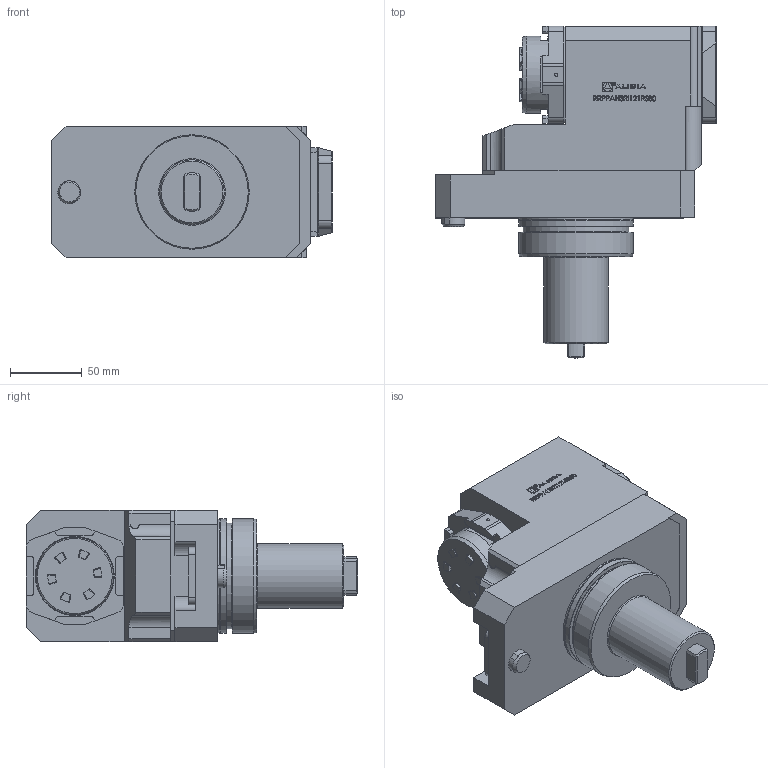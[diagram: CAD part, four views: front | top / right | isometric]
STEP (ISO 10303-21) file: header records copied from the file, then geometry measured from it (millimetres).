
FILE_DESCRIPTION (( 'STEP AP214' ), '1' );
FILE_NAME ('RRPPAH32I121RS80.STEP', '2025-12-02T10:43:06', ( '' ), ( '' ), 'SwSTEP 2.0', 'SolidWorks 2023', '' );
FILE_SCHEMA (( 'AUTOMOTIVE_DESIGN' ));
Length unit declared in the file: millimetre
Products named in the file (1): RRPPAH32I121RS80
Bounding box: 196 x 231.8 x 92 mm (x, y, z)
Volume: 1876638.1 mm3; surface area: 118597.9 mm2
Topology: 1 solids, 1 shells, 609 faces, 1578 edges, 1036 vertices
Faces by surface type: plane 375, bspline 123, cylinder 81, cone 26, torus 4
Full cylindrical faces by diameter (mm): 1.7 x1, 2.1 x1, 6.366 x1, 45 x1, 54 x1, 73.6 x1, 79.6 x1, 80 x2
Entity records: 28002 total; most frequent: CARTESIAN_POINT 10336, ORIENTED_EDGE 3102, DIRECTION 2474, EDGE_CURVE 1551, VECTOR 1052, LINE 1052, VERTEX_POINT 1031, AXIS2_PLACEMENT_3D 711
